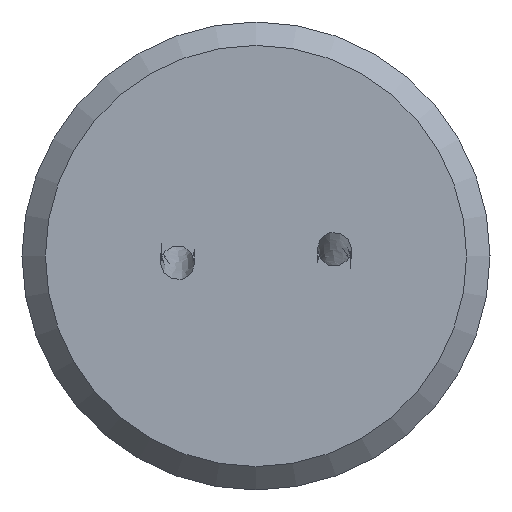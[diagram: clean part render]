
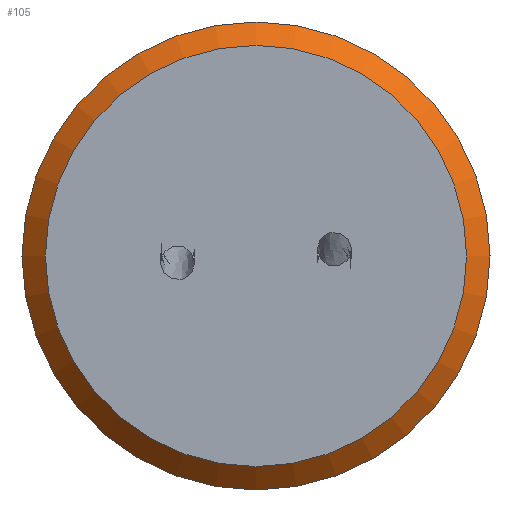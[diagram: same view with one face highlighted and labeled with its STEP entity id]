
A CAD part, left-side view. The second image highlights one B-rep face of the part: STEP entity #105.
In plain terms, the highlighted conical face has half-angle 45 degrees and reference radius 5.5 mm.
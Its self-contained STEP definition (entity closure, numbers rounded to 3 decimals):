
#24 = VERTEX_POINT('',#25);
#25 = CARTESIAN_POINT('',(-329.45,5.5,0.));
#32 = CYLINDRICAL_SURFACE('',#33,5.5);
#33 = AXIS2_PLACEMENT_3D('',#34,#35,#36);
#34 = CARTESIAN_POINT('',(0.,0.,0.));
#35 = DIRECTION('',(1.,0.,0.));
#36 = DIRECTION('',(0.,1.,0.));
#51 = EDGE_CURVE('',#24,#24,#52,.T.);
#52 = SURFACE_CURVE('',#53,(#58,#65),.PCURVE_S1.);
#53 = CIRCLE('',#54,5.5);
#54 = AXIS2_PLACEMENT_3D('',#55,#56,#57);
#55 = CARTESIAN_POINT('',(-329.45,0.,0.));
#56 = DIRECTION('',(1.,0.,0.));
#57 = DIRECTION('',(-0.,1.,0.));
#58 = PCURVE('',#32,#59);
#59 = DEFINITIONAL_REPRESENTATION('',(#60),#64);
#60 = LINE('',#61,#62);
#61 = CARTESIAN_POINT('',(0.,-329.45));
#62 = VECTOR('',#63,1.);
#63 = DIRECTION('',(1.,0.));
#64 = ( GEOMETRIC_REPRESENTATION_CONTEXT(2) 
PARAMETRIC_REPRESENTATION_CONTEXT() REPRESENTATION_CONTEXT('2D SPACE',''
  ) );
#65 = PCURVE('',#66,#71);
#66 = CONICAL_SURFACE('',#67,5.5,0.785);
#67 = AXIS2_PLACEMENT_3D('',#68,#69,#70);
#68 = CARTESIAN_POINT('',(-329.45,0.,0.));
#69 = DIRECTION('',(1.,0.,0.));
#70 = DIRECTION('',(-0.,1.,0.));
#71 = DEFINITIONAL_REPRESENTATION('',(#72),#76);
#72 = LINE('',#73,#74);
#73 = CARTESIAN_POINT('',(0.,-0.));
#74 = VECTOR('',#75,1.);
#75 = DIRECTION('',(1.,-0.));
#76 = ( GEOMETRIC_REPRESENTATION_CONTEXT(2) 
PARAMETRIC_REPRESENTATION_CONTEXT() REPRESENTATION_CONTEXT('2D SPACE',''
  ) );
#105 = ADVANCED_FACE('',(#106),#66,.T.);
#106 = FACE_BOUND('',#107,.F.);
#107 = EDGE_LOOP('',(#108,#129,#130,#131));
#108 = ORIENTED_EDGE('',*,*,#109,.F.);
#109 = EDGE_CURVE('',#24,#110,#112,.T.);
#110 = VERTEX_POINT('',#111);
#111 = CARTESIAN_POINT('',(-330.,4.95,0.));
#112 = SEAM_CURVE('',#113,(#117,#123),.PCURVE_S1.);
#113 = LINE('',#114,#115);
#114 = CARTESIAN_POINT('',(-329.45,5.5,0.));
#115 = VECTOR('',#116,1.);
#116 = DIRECTION('',(-0.707,-0.707,-0.));
#117 = PCURVE('',#66,#118);
#118 = DEFINITIONAL_REPRESENTATION('',(#119),#122);
#119 = B_SPLINE_CURVE_WITH_KNOTS('',1,(#120,#121),.UNSPECIFIED.,.F.,.F.,
  (2,2),(0.,0.778),.PIECEWISE_BEZIER_KNOTS.);
#120 = CARTESIAN_POINT('',(0.,0.));
#121 = CARTESIAN_POINT('',(0.,-0.55));
#122 = ( GEOMETRIC_REPRESENTATION_CONTEXT(2) 
PARAMETRIC_REPRESENTATION_CONTEXT() REPRESENTATION_CONTEXT('2D SPACE',''
  ) );
#123 = PCURVE('',#66,#124);
#124 = DEFINITIONAL_REPRESENTATION('',(#125),#128);
#125 = B_SPLINE_CURVE_WITH_KNOTS('',1,(#126,#127),.UNSPECIFIED.,.F.,.F.,
  (2,2),(0.,0.778),.PIECEWISE_BEZIER_KNOTS.);
#126 = CARTESIAN_POINT('',(6.283,0.));
#127 = CARTESIAN_POINT('',(6.283,-0.55));
#128 = ( GEOMETRIC_REPRESENTATION_CONTEXT(2) 
PARAMETRIC_REPRESENTATION_CONTEXT() REPRESENTATION_CONTEXT('2D SPACE',''
  ) );
#129 = ORIENTED_EDGE('',*,*,#51,.T.);
#130 = ORIENTED_EDGE('',*,*,#109,.T.);
#131 = ORIENTED_EDGE('',*,*,#132,.F.);
#132 = EDGE_CURVE('',#110,#110,#133,.T.);
#133 = SURFACE_CURVE('',#134,(#139,#146),.PCURVE_S1.);
#134 = CIRCLE('',#135,4.95);
#135 = AXIS2_PLACEMENT_3D('',#136,#137,#138);
#136 = CARTESIAN_POINT('',(-330.,0.,0.));
#137 = DIRECTION('',(1.,0.,0.));
#138 = DIRECTION('',(-0.,1.,0.));
#139 = PCURVE('',#66,#140);
#140 = DEFINITIONAL_REPRESENTATION('',(#141),#145);
#141 = LINE('',#142,#143);
#142 = CARTESIAN_POINT('',(0.,-0.55));
#143 = VECTOR('',#144,1.);
#144 = DIRECTION('',(1.,-0.));
#145 = ( GEOMETRIC_REPRESENTATION_CONTEXT(2) 
PARAMETRIC_REPRESENTATION_CONTEXT() REPRESENTATION_CONTEXT('2D SPACE',''
  ) );
#146 = PCURVE('',#147,#152);
#147 = PLANE('',#148);
#148 = AXIS2_PLACEMENT_3D('',#149,#150,#151);
#149 = CARTESIAN_POINT('',(-330.,0.,0.
    ));
#150 = DIRECTION('',(1.,0.,0.));
#151 = DIRECTION('',(-0.,0.,1.));
#152 = DEFINITIONAL_REPRESENTATION('',(#153),#157);
#153 = CIRCLE('',#154,4.95);
#154 = AXIS2_PLACEMENT_2D('',#155,#156);
#155 = CARTESIAN_POINT('',(0.,0.));
#156 = DIRECTION('',(0.,-1.));
#157 = ( GEOMETRIC_REPRESENTATION_CONTEXT(2) 
PARAMETRIC_REPRESENTATION_CONTEXT() REPRESENTATION_CONTEXT('2D SPACE',''
  ) );
